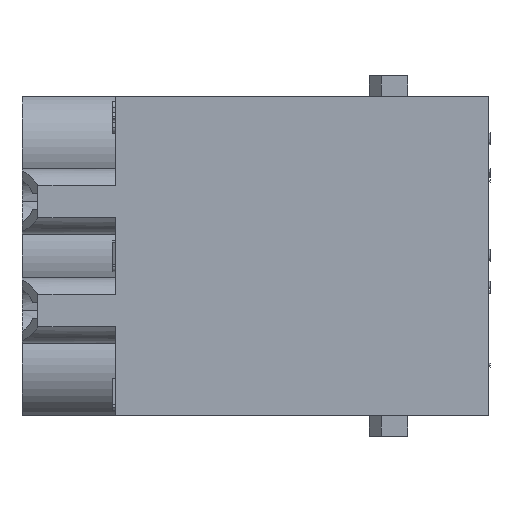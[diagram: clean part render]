
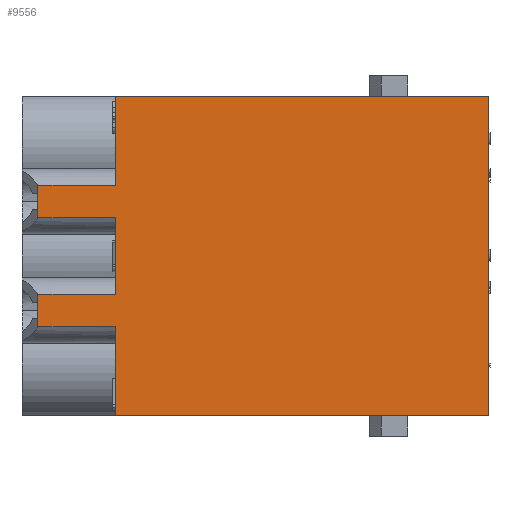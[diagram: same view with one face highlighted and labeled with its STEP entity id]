
A CAD part, left-side view. The second image highlights one B-rep face of the part: STEP entity #9556.
In plain terms, the highlighted planar face has unit normal (-1, 0, 0).
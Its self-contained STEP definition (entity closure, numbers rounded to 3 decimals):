
#860=DIRECTION('',(0.,-1.,0.));
#861=VECTOR('',#860,35.4);
#862=CARTESIAN_POINT('',(-7.3,-8.9,15.15));
#863=LINE('',#862,#861);
#864=DIRECTION('',(0.,1.,0.));
#865=VECTOR('',#864,35.4);
#866=CARTESIAN_POINT('',(-7.3,-44.3,-15.15));
#867=LINE('',#866,#865);
#868=DIRECTION('',(0.,0.,1.));
#869=VECTOR('',#868,8.452);
#870=CARTESIAN_POINT('',(-7.3,-8.9,-15.15));
#871=LINE('',#870,#869);
#872=DIRECTION('',(0.,0.,1.));
#873=VECTOR('',#872,7.304);
#874=CARTESIAN_POINT('',(-7.3,-8.9,-3.652));
#875=LINE('',#874,#873);
#876=DIRECTION('',(0.,0.,1.));
#877=VECTOR('',#876,8.452);
#878=CARTESIAN_POINT('',(-7.3,-8.9,6.698));
#879=LINE('',#878,#877);
#920=DIRECTION('',(0.,0.,1.));
#921=VECTOR('',#920,30.3);
#922=CARTESIAN_POINT('',(-7.3,-44.3,-15.15));
#923=LINE('',#922,#921);
#2972=DIRECTION('',(0.,0.,-1.));
#2973=VECTOR('',#2972,0.773);
#2974=CARTESIAN_POINT('',(-7.3,-1.5,6.698));
#2975=LINE('',#2974,#2973);
#2989=DIRECTION('',(0.,0.,-1.));
#2990=VECTOR('',#2989,1.5);
#2991=CARTESIAN_POINT('',(-7.3,-1.5,5.925));
#2992=LINE('',#2991,#2990);
#3011=DIRECTION('',(0.,0.,-1.));
#3012=VECTOR('',#3011,0.773);
#3013=CARTESIAN_POINT('',(-7.3,-1.5,4.425));
#3014=LINE('',#3013,#3012);
#3036=DIRECTION('',(0.,-1.,0.));
#3037=VECTOR('',#3036,7.4);
#3038=CARTESIAN_POINT('',(-7.3,-1.5,3.652));
#3039=LINE('',#3038,#3037);
#3113=DIRECTION('',(0.,1.,0.));
#3114=VECTOR('',#3113,7.4);
#3115=CARTESIAN_POINT('',(-7.3,-8.9,-3.652));
#3116=LINE('',#3115,#3114);
#3142=DIRECTION('',(0.,0.,-1.));
#3143=VECTOR('',#3142,0.773);
#3144=CARTESIAN_POINT('',(-7.3,-1.5,-3.652));
#3145=LINE('',#3144,#3143);
#3202=DIRECTION('',(0.,0.,-1.));
#3203=VECTOR('',#3202,1.5);
#3204=CARTESIAN_POINT('',(-7.3,-1.5,-4.425));
#3205=LINE('',#3204,#3203);
#3224=DIRECTION('',(0.,0.,-1.));
#3225=VECTOR('',#3224,0.773);
#3226=CARTESIAN_POINT('',(-7.3,-1.5,-5.925));
#3227=LINE('',#3226,#3225);
#3249=DIRECTION('',(0.,-1.,0.));
#3250=VECTOR('',#3249,7.4);
#3251=CARTESIAN_POINT('',(-7.3,-1.5,-6.698));
#3252=LINE('',#3251,#3250);
#3492=DIRECTION('',(0.,1.,0.));
#3493=VECTOR('',#3492,7.4);
#3494=CARTESIAN_POINT('',(-7.3,-8.9,6.698));
#3495=LINE('',#3494,#3493);
#7243=CARTESIAN_POINT('',(-7.3,-44.3,-15.15));
#7244=CARTESIAN_POINT('',(-7.3,-8.9,-15.15));
#7245=VERTEX_POINT('',#7243);
#7246=VERTEX_POINT('',#7244);
#7263=CARTESIAN_POINT('',(-7.3,-8.9,15.15));
#7264=CARTESIAN_POINT('',(-7.3,-44.3,15.15));
#7265=VERTEX_POINT('',#7263);
#7266=VERTEX_POINT('',#7264);
#7267=CARTESIAN_POINT('',(-7.3,-8.9,-6.698));
#7268=VERTEX_POINT('',#7267);
#7269=CARTESIAN_POINT('',(-7.3,-1.5,-6.698));
#7270=VERTEX_POINT('',#7269);
#7271=CARTESIAN_POINT('',(-7.3,-1.5,-5.925));
#7272=VERTEX_POINT('',#7271);
#7273=CARTESIAN_POINT('',(-7.3,-1.5,-4.425));
#7274=VERTEX_POINT('',#7273);
#7275=CARTESIAN_POINT('',(-7.3,-1.5,-3.652));
#7276=VERTEX_POINT('',#7275);
#7277=CARTESIAN_POINT('',(-7.3,-8.9,-3.652));
#7278=VERTEX_POINT('',#7277);
#7279=CARTESIAN_POINT('',(-7.3,-8.9,3.652));
#7280=VERTEX_POINT('',#7279);
#7281=CARTESIAN_POINT('',(-7.3,-1.5,3.652));
#7282=VERTEX_POINT('',#7281);
#7283=CARTESIAN_POINT('',(-7.3,-1.5,4.425));
#7284=VERTEX_POINT('',#7283);
#7285=CARTESIAN_POINT('',(-7.3,-1.5,5.925));
#7286=VERTEX_POINT('',#7285);
#7287=CARTESIAN_POINT('',(-7.3,-1.5,6.698));
#7288=VERTEX_POINT('',#7287);
#7289=CARTESIAN_POINT('',(-7.3,-8.9,6.698));
#7290=VERTEX_POINT('',#7289);
#9518=CARTESIAN_POINT('',(-7.3,0.,-15.15));
#9519=DIRECTION('',(-1.,0.,0.));
#9520=DIRECTION('',(0.,0.,1.));
#9521=AXIS2_PLACEMENT_3D('',#9518,#9519,#9520);
#9522=PLANE('',#9521);
#9524=ORIENTED_EDGE('',*,*,#9523,.T.);
#9526=ORIENTED_EDGE('',*,*,#9525,.F.);
#9527=ORIENTED_EDGE('',*,*,#9487,.T.);
#9529=ORIENTED_EDGE('',*,*,#9528,.T.);
#9531=ORIENTED_EDGE('',*,*,#9530,.F.);
#9533=ORIENTED_EDGE('',*,*,#9532,.F.);
#9535=ORIENTED_EDGE('',*,*,#9534,.F.);
#9537=ORIENTED_EDGE('',*,*,#9536,.F.);
#9539=ORIENTED_EDGE('',*,*,#9538,.F.);
#9541=ORIENTED_EDGE('',*,*,#9540,.T.);
#9543=ORIENTED_EDGE('',*,*,#9542,.F.);
#9545=ORIENTED_EDGE('',*,*,#9544,.F.);
#9547=ORIENTED_EDGE('',*,*,#9546,.F.);
#9549=ORIENTED_EDGE('',*,*,#9548,.F.);
#9551=ORIENTED_EDGE('',*,*,#9550,.F.);
#9553=ORIENTED_EDGE('',*,*,#9552,.T.);
#9554=EDGE_LOOP('',(#9524,#9526,#9527,#9529,#9531,#9533,#9535,#9537,#9539,#9541,
#9543,#9545,#9547,#9549,#9551,#9553));
#9555=FACE_OUTER_BOUND('',#9554,.F.);
#9487=EDGE_CURVE('',#7245,#7246,#867,.T.);
#9523=EDGE_CURVE('',#7265,#7266,#863,.T.);
#9525=EDGE_CURVE('',#7245,#7266,#923,.T.);
#9528=EDGE_CURVE('',#7246,#7268,#871,.T.);
#9530=EDGE_CURVE('',#7270,#7268,#3252,.T.);
#9532=EDGE_CURVE('',#7272,#7270,#3227,.T.);
#9534=EDGE_CURVE('',#7274,#7272,#3205,.T.);
#9536=EDGE_CURVE('',#7276,#7274,#3145,.T.);
#9538=EDGE_CURVE('',#7278,#7276,#3116,.T.);
#9540=EDGE_CURVE('',#7278,#7280,#875,.T.);
#9542=EDGE_CURVE('',#7282,#7280,#3039,.T.);
#9544=EDGE_CURVE('',#7284,#7282,#3014,.T.);
#9546=EDGE_CURVE('',#7286,#7284,#2992,.T.);
#9548=EDGE_CURVE('',#7288,#7286,#2975,.T.);
#9550=EDGE_CURVE('',#7290,#7288,#3495,.T.);
#9552=EDGE_CURVE('',#7290,#7265,#879,.T.);
#9556=ADVANCED_FACE('',(#9555),#9522,.T.);
